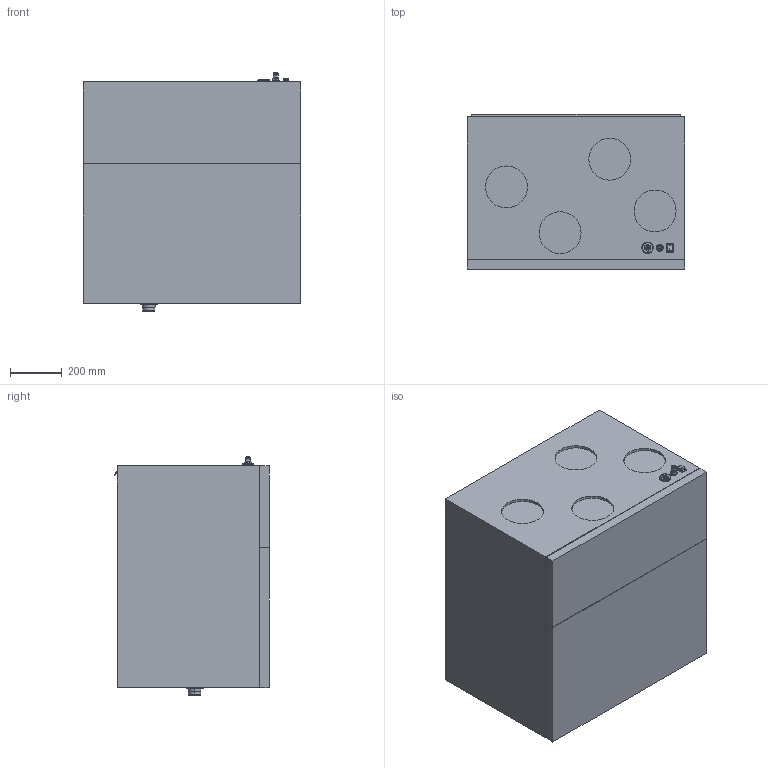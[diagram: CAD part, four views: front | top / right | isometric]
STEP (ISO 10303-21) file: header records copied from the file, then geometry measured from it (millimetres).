
FILE_DESCRIPTION(('Creo Elements/Direct Modeling STEP Export'),'2;1');
FILE_NAME('WS320-470R.stp','2019-05-06T12:16:48',(''),(''),'PTC Creo Elements/Direct Modeling STEP processor for AP214 (Solid Model)','PTC Creo Elements/Direct Modeling 19.0C 15-Aug-2015 (C) Parametric Technology GmbH','');
FILE_SCHEMA(('AUTOMOTIVE_DESIGN { 1 0 10303 214 1 1 1 1 }'));
Length unit declared in the file: millimetre
Products named in the file (2): WS320_470R
Assembly tree (1 placements, depth 2):
  WS320_470R
    WS320_470R
Bounding box: 841 x 597.62 x 920 mm (x, y, z)
Volume: 422361610.9 mm3; surface area: 3510233.9 mm2
Topology: 1 solids, 1 shells, 214 faces, 513 edges, 331 vertices
Faces by surface type: plane 102, cylinder 82, torus 16, bspline 8, cone 6
Entity records: 7445 total; most frequent: CARTESIAN_POINT 2383, ORIENTED_EDGE 1026, DIRECTION 960, EDGE_CURVE 513, AXIS2_PLACEMENT_3D 350, VERTEX_POINT 331, VECTOR 260, LINE 260
